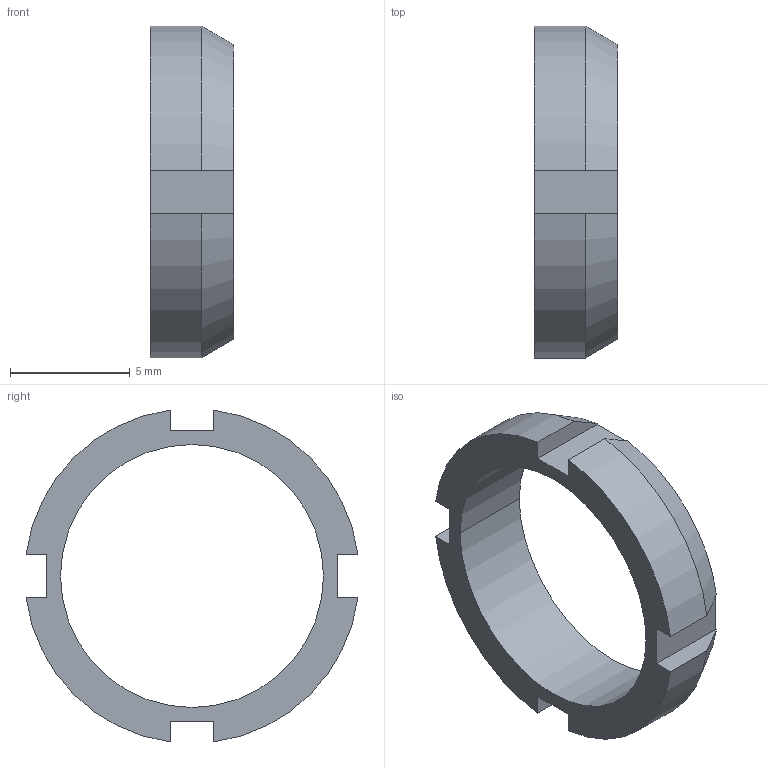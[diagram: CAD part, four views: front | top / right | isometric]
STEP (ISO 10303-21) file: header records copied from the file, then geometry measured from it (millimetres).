
FILE_DESCRIPTION((''),'2;1');
FILE_NAME('LEMO_EXJ.1B.304.HLD_Nut.stp','2010-12-20T11:48:31',(''),(''),'Mechanical Desktop 2011','Mechanical Desktop 2011',', , ');
FILE_SCHEMA(('AUTOMOTIVE_DESIGN { 1 2 10303 214 1 1 1 1 }'));
Length unit declared in the file: millimetre
Products named in the file (1): Product
Bounding box: 3.5 x 13.88 x 13.88 mm (x, y, z)
Volume: 165.5 mm3; surface area: 376.4 mm2
Topology: 1 solids, 1 shells, 24 faces, 70 edges, 52 vertices
Faces by surface type: plane 14, cylinder 6, cone 4
Entity records: 843 total; most frequent: CARTESIAN_POINT 159, ORIENTED_EDGE 132, DIRECTION 128, EDGE_CURVE 66, VECTOR 46, LINE 46, VERTEX_POINT 44, AXIS2_PLACEMENT_3D 41
